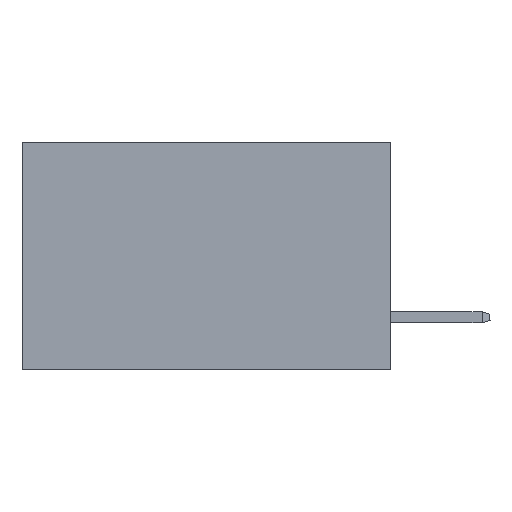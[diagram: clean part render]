
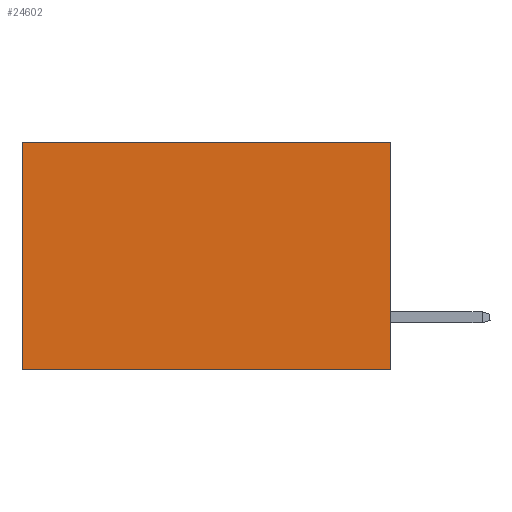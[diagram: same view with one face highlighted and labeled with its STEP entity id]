
A CAD part, left-side view. The second image highlights one B-rep face of the part: STEP entity #24602.
In plain terms, the highlighted planar face has unit normal (-1, 0, 0).
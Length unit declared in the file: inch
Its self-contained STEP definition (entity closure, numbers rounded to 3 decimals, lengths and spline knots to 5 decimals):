
#476 = CARTESIAN_POINT ( 'NONE',  ( 0.2875, 0., -0.37 ) ) ;
#1606 = PLANE ( 'NONE',  #38832 ) ;
#2154 = CARTESIAN_POINT ( 'NONE',  ( 0.2875, 0.6, 0. ) ) ;
#3853 = ORIENTED_EDGE ( 'NONE', *, *, #28828, .T. ) ;
#4644 = DIRECTION ( 'NONE',  ( 0., 0., -1. ) ) ;
#5907 = CARTESIAN_POINT ( 'NONE',  ( 0.2875, 0., 0. ) ) ;
#7541 = DIRECTION ( 'NONE',  ( 0., 0., -1. ) ) ;
#10716 = VECTOR ( 'NONE', #17746, 39.37008 ) ;
#11221 = CARTESIAN_POINT ( 'NONE',  ( 0.2875, 0., -0.37 ) ) ;
#14360 = DIRECTION ( 'NONE',  ( 1., 0., 0. ) ) ;
#14964 = VERTEX_POINT ( 'NONE', #5907 ) ;
#15176 = CARTESIAN_POINT ( 'NONE',  ( 0.2875, 0.6, -0.37 ) ) ;
#17362 = CARTESIAN_POINT ( 'NONE',  ( 0.2875, 0., 0. ) ) ;
#17746 = DIRECTION ( 'NONE',  ( 0., 0., -1. ) ) ;
#20763 = CARTESIAN_POINT ( 'NONE',  ( 0.2875, 0., 0. ) ) ;
#21474 = EDGE_CURVE ( 'NONE', #14964, #30409, #32095, .T. ) ;
#23110 = LINE ( 'NONE', #34059, #32736 ) ;
#24602 = ADVANCED_FACE ( 'NONE', ( #30836 ), #1606, .F. ) ;
#25792 = EDGE_CURVE ( 'NONE', #14964, #27382, #23110, .T. ) ;
#26976 = LINE ( 'NONE', #11221, #41633 ) ;
#27382 = VERTEX_POINT ( 'NONE', #33194 ) ;
#28828 = EDGE_CURVE ( 'NONE', #27382, #39469, #38005, .T. ) ;
#28945 = ORIENTED_EDGE ( 'NONE', *, *, #25792, .T. ) ;
#30409 = VERTEX_POINT ( 'NONE', #476 ) ;
#30836 = FACE_OUTER_BOUND ( 'NONE', #36149, .T. ) ;
#32095 = LINE ( 'NONE', #20763, #35641 ) ;
#32736 = VECTOR ( 'NONE', #34340, 39.37008 ) ;
#33194 = CARTESIAN_POINT ( 'NONE',  ( 0.2875, 0.6, 0. ) ) ;
#34059 = CARTESIAN_POINT ( 'NONE',  ( 0.2875, 0., 0. ) ) ;
#34340 = DIRECTION ( 'NONE',  ( 0., 1., 0. ) ) ;
#35641 = VECTOR ( 'NONE', #4644, 39.37008 ) ;
#36149 = EDGE_LOOP ( 'NONE', ( #3853, #36990, #40106, #28945 ) ) ;
#36990 = ORIENTED_EDGE ( 'NONE', *, *, #38150, .F. ) ;
#37087 = DIRECTION ( 'NONE',  ( 0., 1., 0. ) ) ;
#38005 = LINE ( 'NONE', #2154, #10716 ) ;
#38150 = EDGE_CURVE ( 'NONE', #30409, #39469, #26976, .T. ) ;
#38832 = AXIS2_PLACEMENT_3D ( 'NONE', #17362, #14360, #7541 ) ;
#39469 = VERTEX_POINT ( 'NONE', #15176 ) ;
#40106 = ORIENTED_EDGE ( 'NONE', *, *, #21474, .F. ) ;
#41633 = VECTOR ( 'NONE', #37087, 39.37008 ) ;
